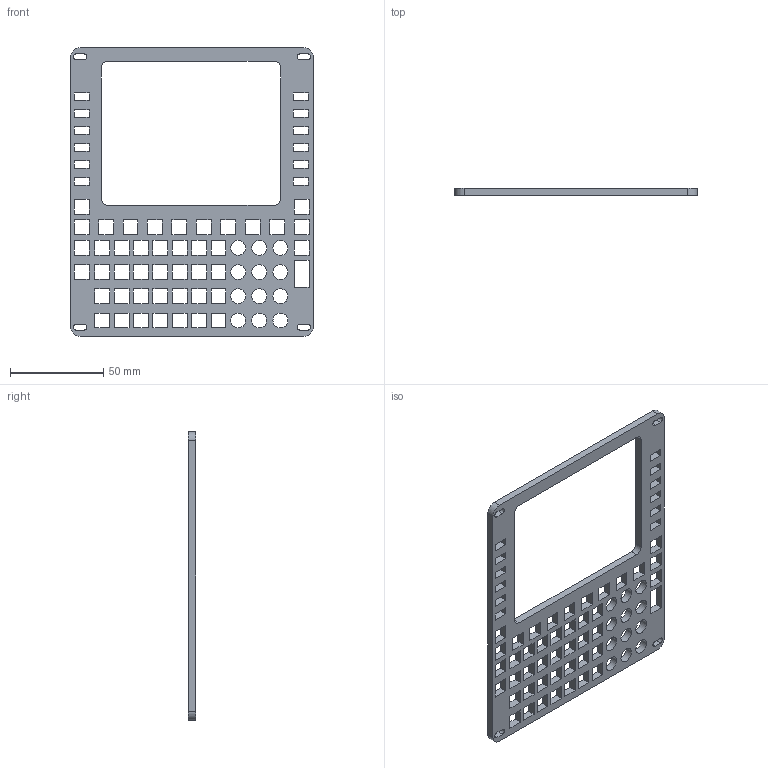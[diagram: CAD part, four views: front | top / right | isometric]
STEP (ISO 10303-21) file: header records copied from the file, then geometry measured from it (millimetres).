
FILE_DESCRIPTION(/* description */ (''),/* implementation_level */ '2;1');
FILE_NAME(/* name */ 'frontpanel.step',/* time_stamp */ '2024-02-21T22:02:01+01:00',/* author */ (''),/* organization */ (''),/* preprocessor_version */ 'ST-DEVELOPER v20',/* originating_system */ 'Autodesk Translation Framework v12.20.1.177',/* authorisation */ '');
FILE_SCHEMA (('AUTOMOTIVE_DESIGN { 1 0 10303 214 3 1 1 }'));
Length unit declared in the file: millimetre
Products named in the file (2): CJ4-CDU; FrontPanel
Assembly tree (1 placements, depth 2):
  CJ4-CDU
    FrontPanel
Bounding box: 130 x 4 x 155 mm (x, y, z)
Volume: 35129.8 mm3; surface area: 29505.6 mm2
Topology: 1 solids, 1 shells, 270 faces, 804 edges, 536 vertices
Faces by surface type: plane 242, cylinder 28
Full cylindrical faces by diameter (mm): 8 x12
Entity records: 9276 total; most frequent: CARTESIAN_POINT 1613, ORIENTED_EDGE 1608, DIRECTION 1406, EDGE_CURVE 804, LINE 748, VECTOR 748, VERTEX_POINT 536, EDGE_LOOP 416
